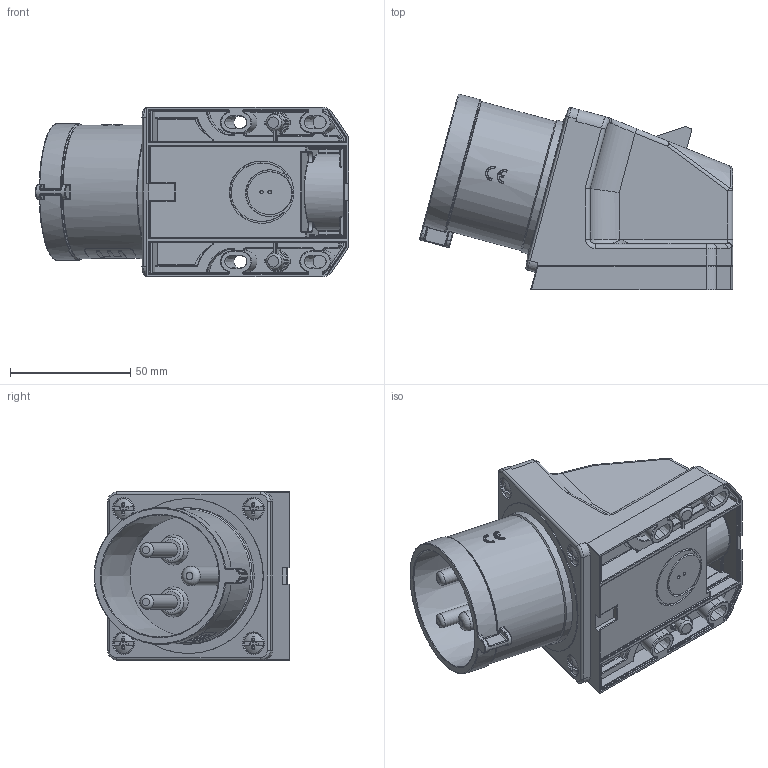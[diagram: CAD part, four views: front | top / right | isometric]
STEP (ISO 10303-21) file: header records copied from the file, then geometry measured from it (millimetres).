
FILE_DESCRIPTION (( 'STEP AP203' ), '1' );
FILE_NAME ('523-6.STEP', '2017-11-23T12:49:16', ( '' ), ( '' ), 'SwSTEP 2.0', 'SolidWorks 2016', '' );
FILE_SCHEMA (( 'CONFIG_CONTROL_DESIGN' ));
Products named in the file (1): 523-6
Bounding box: 130.35 x 81.36 x 70.5 mm (x, y, z)
Volume: 295258.8 mm3; surface area: 59767.9 mm2
Topology: 1 solids, 5 shells, 1202 faces, 3055 edges, 1876 vertices
Faces by surface type: plane 489, cylinder 367, bspline 179, torus 96, sphere 44, cone 27
Full cylindrical faces by diameter (mm): 6 x2, 6.7 x2, 8 x1, 8.5 x2, 9.4 x4, 10.5 x2, 17.8 x1, 25 x1, 25.929 x1, 55.646 x1, 56.9 x1, 64.6 x1
Entity records: 49139 total; most frequent: CARTESIAN_POINT 23284, ORIENTED_EDGE 5842, DIRECTION 4798, EDGE_CURVE 2921, VERTEX_POINT 1832, AXIS2_PLACEMENT_3D 1719, VECTOR 1360, LINE 1360
